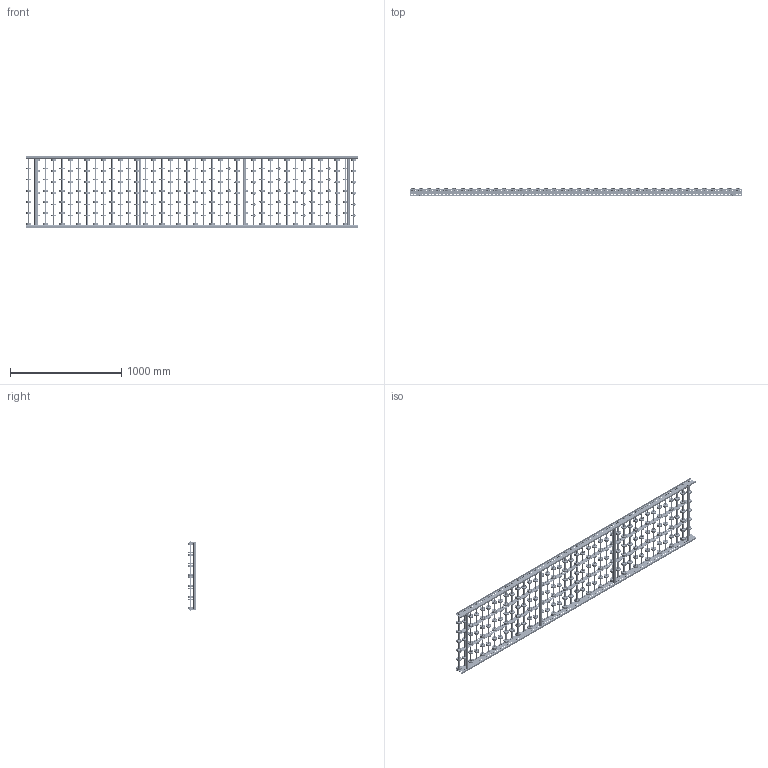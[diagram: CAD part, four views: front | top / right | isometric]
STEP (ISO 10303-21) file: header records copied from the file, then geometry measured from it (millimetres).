
FILE_DESCRIPTION (( 'STEP AP214' ), '1' );
FILE_NAME ('0052522.step', '2021-10-26T13:26:03', ( '' ), ( '' ), 'SwSTEP 2.0', 'SolidWorks 2020', '' );
FILE_SCHEMA (( 'AUTOMOTIVE_DESIGN' ));
Length unit declared in the file: millimetre
Products named in the file (10): K0011528_2200-48-8; Traversen_KFG_L600; 0052522; Hutmutter_DIN_1587_M8; S100100_Längstraverse-42x2,5_S100104_L„ngstraverse-RB-L2949; S100994_Sperrzahnschraube_M08x16-8.8-A2K; Profil_LRB-20x70x20x2_KFG_S109080_U-PROFIL-20-70-20-2-LRB-L=2987,5; S106837_Gewindestange-M8-KFG_L620; 0046278_KB-ROHR-12X1,75mm_KFG_L75; Röllchenachse-für-Konfiguration_EL600 Stahl
Assembly tree (149 placements, depth 3):
  0052522
    Profil_LRB-20x70x20x2_KFG_S109080_U-PROFIL-20-70-20-2-LRB-L=2987,5  x2
    S100994_Sperrzahnschraube_M08x16-8.8-A2K  x8
    Traversen_KFG_L600  x4
    Röllchenachse-für-Konfiguration_EL600 Stahl  x40
      S106837_Gewindestange-M8-KFG_L620
      0046278_KB-ROHR-12X1,75mm_KFG_L75
      K0011528_2200-48-8
    S100100_Längstraverse-42x2,5_S100104_L„ngstraverse-RB-L2949  x2
    Hutmutter_DIN_1587_M8  x80
Bounding box: 2987.5 x 78.99 x 640 mm (x, y, z)
Volume: 9201649.9 mm3; surface area: 6980595.4 mm2
Topology: 864 solids, 864 shells, 26104 faces, 55224 edges, 33600 vertices
Faces by surface type: cylinder 10080, torus 6272, plane 5256, cone 4416, bspline 80
Entity records: 52905 total; most frequent: DIRECTION 9697, CARTESIAN_POINT 8668, ORIENTED_EDGE 8060, AXIS2_PLACEMENT_3D 4183, EDGE_CURVE 4030, VERTEX_POINT 2658, EDGE_LOOP 2628, CIRCLE 2619
